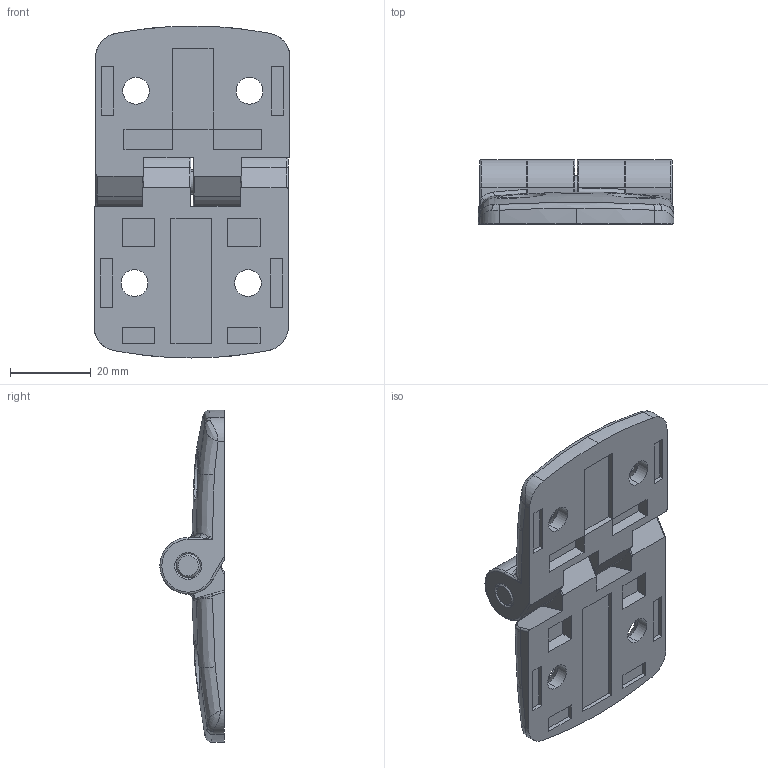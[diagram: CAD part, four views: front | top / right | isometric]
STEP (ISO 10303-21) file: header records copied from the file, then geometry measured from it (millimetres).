
FILE_DESCRIPTION (( 'STEP AP214' ), '1' );
FILE_NAME ('095k4045f00.STEP', '2014-08-13T12:08:36', ( '' ), ( '' ), 'SwSTEP 2.0', 'SolidWorks 2014', '' );
FILE_SCHEMA (( 'AUTOMOTIVE_DESIGN' ));
Length unit declared in the file: millimetre
Products named in the file (4): 095k-02; 095k40f00_095 k 40 f00; 095k45f00_095 k 45 f00; 095k4045f00
Assembly tree (3 placements, depth 2):
  095k4045f00
    095k45f00_095 k 45 f00
    095k40f00_095 k 40 f00
    095k-02
Bounding box: 48.4 x 15.9 x 82 mm (x, y, z)
Volume: 25785.3 mm3; surface area: 13565.9 mm2
Topology: 3 solids, 3 shells, 231 faces, 578 edges, 356 vertices
Faces by surface type: plane 88, cylinder 60, bspline 46, torus 25, cone 12
Entity records: 9190 total; most frequent: CARTESIAN_POINT 3918, ORIENTED_EDGE 1144, DIRECTION 955, EDGE_CURVE 572, VERTEX_POINT 356, AXIS2_PLACEMENT_3D 346, VECTOR 263, LINE 263
